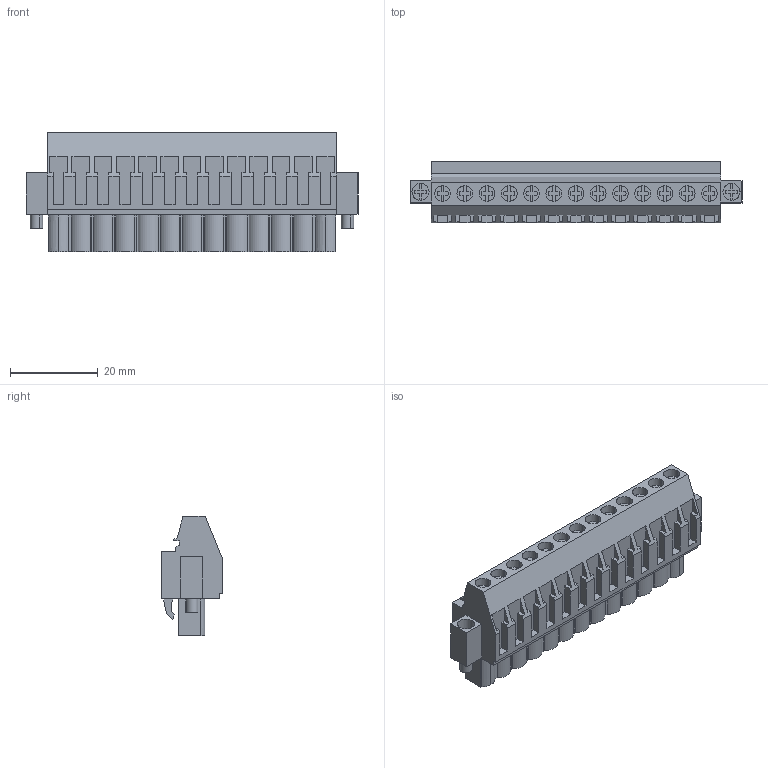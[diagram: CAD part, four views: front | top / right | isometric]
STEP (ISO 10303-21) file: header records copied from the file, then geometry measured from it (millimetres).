
FILE_DESCRIPTION(('CATIA V5 STEP','CAx-IF Rec.Pracs.--- Model Styling and Organization---1.2---2011-12-15'),'2;1');
FILE_NAME ('7246766_2_1949910000_1949910000.stp','2017-09-09T11:00:22+00:00',('none'),('Weidmueller'),'CATIA Version 5-6 Release 2014','CATIA V5 STEP AP214','none');
FILE_SCHEMA(('AUTOMOTIVE_DESIGN { 1 0 10303 214 1 1 1 1 }'));
Length unit declared in the file: millimetre
Products named in the file (1): 1949910000
Bounding box: 75.84 x 14.1 x 27.2 mm (x, y, z)
Volume: 15461.6 mm3; surface area: 9486.1 mm2
Topology: 16 solids, 16 shells, 913 faces, 2510 edges, 1690 vertices
Faces by surface type: plane 774, cylinder 135, extrusion 4
Entity records: 27432 total; most frequent: CARTESIAN_POINT 5309, ORIENTED_EDGE 5020, DIRECTION 3720, EDGE_CURVE 2510, VECTOR 2176, LINE 2172, VERTEX_POINT 1690, EDGE_LOOP 978
